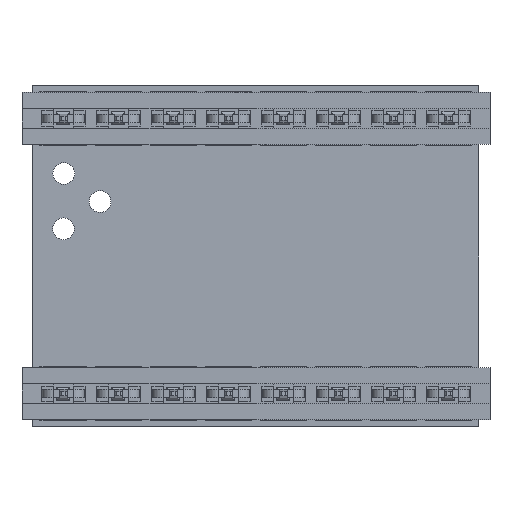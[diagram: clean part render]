
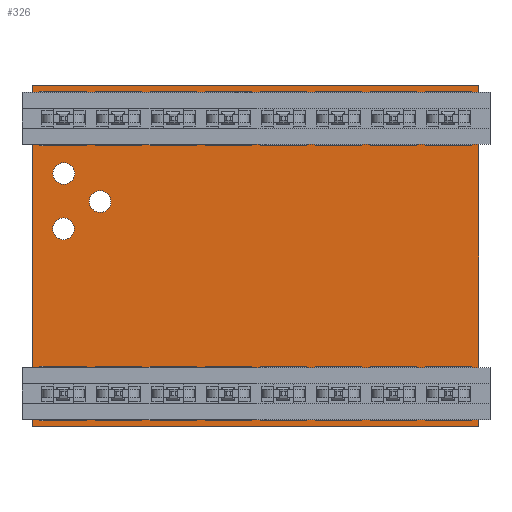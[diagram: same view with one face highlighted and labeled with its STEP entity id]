
A CAD part, front view. The second image highlights one B-rep face of the part: STEP entity #326.
In plain terms, the highlighted planar face has unit normal (0, -1, 0).
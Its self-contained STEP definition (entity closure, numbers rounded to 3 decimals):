
#89 = VERTEX_POINT('',#90);
#90 = CARTESIAN_POINT('',(1.924,0.,-6.594));
#96 = EDGE_CURVE('',#89,#89,#97,.T.);
#97 = CIRCLE('',#98,0.5);
#98 = AXIS2_PLACEMENT_3D('',#99,#100,#101);
#99 = CARTESIAN_POINT('',(1.424,0.,-6.594));
#100 = DIRECTION('',(0.,1.,0.));
#101 = DIRECTION('',(-1.,0.,0.));
#122 = VERTEX_POINT('',#123);
#123 = CARTESIAN_POINT('',(3.618,0.,-5.341));
#129 = EDGE_CURVE('',#122,#122,#130,.T.);
#130 = CIRCLE('',#131,0.5);
#131 = AXIS2_PLACEMENT_3D('',#132,#133,#134);
#132 = CARTESIAN_POINT('',(3.118,0.,-5.341));
#133 = DIRECTION('',(0.,1.,0.));
#134 = DIRECTION('',(-1.,0.,0.));
#155 = VERTEX_POINT('',#156);
#156 = CARTESIAN_POINT('',(1.94,0.,-4.04));
#162 = EDGE_CURVE('',#155,#155,#163,.T.);
#163 = CIRCLE('',#164,0.5);
#164 = AXIS2_PLACEMENT_3D('',#165,#166,#167);
#165 = CARTESIAN_POINT('',(1.44,0.,-4.04));
#166 = DIRECTION('',(0.,1.,0.));
#167 = DIRECTION('',(-1.,0.,0.));
#185 = EDGE_CURVE('',#186,#188,#190,.T.);
#186 = VERTEX_POINT('',#187);
#187 = CARTESIAN_POINT('',(20.6,0.,-15.7));
#188 = VERTEX_POINT('',#189);
#189 = CARTESIAN_POINT('',(0.,0.,-15.7));
#190 = LINE('',#191,#192);
#191 = CARTESIAN_POINT('',(20.6,0.,-15.7));
#192 = VECTOR('',#193,1.);
#193 = DIRECTION('',(-1.,0.,0.));
#225 = EDGE_CURVE('',#226,#186,#228,.T.);
#226 = VERTEX_POINT('',#227);
#227 = CARTESIAN_POINT('',(20.6,0.,0.));
#228 = LINE('',#229,#230);
#229 = CARTESIAN_POINT('',(20.6,0.,0.));
#230 = VECTOR('',#231,1.);
#231 = DIRECTION('',(0.,0.,-1.));
#256 = EDGE_CURVE('',#257,#226,#259,.T.);
#257 = VERTEX_POINT('',#258);
#258 = CARTESIAN_POINT('',(0.,0.,0.));
#259 = LINE('',#260,#261);
#260 = CARTESIAN_POINT('',(0.,0.,0.));
#261 = VECTOR('',#262,1.);
#262 = DIRECTION('',(1.,0.,0.));
#287 = EDGE_CURVE('',#188,#257,#288,.T.);
#288 = LINE('',#289,#290);
#289 = CARTESIAN_POINT('',(0.,0.,-15.7));
#290 = VECTOR('',#291,1.);
#291 = DIRECTION('',(0.,0.,1.));
#326 = ADVANCED_FACE('',(#327,#333,#336,#339),#342,.F.);
#327 = FACE_BOUND('',#328,.T.);
#328 = EDGE_LOOP('',(#329,#330,#331,#332));
#329 = ORIENTED_EDGE('',*,*,#287,.F.);
#330 = ORIENTED_EDGE('',*,*,#185,.F.);
#331 = ORIENTED_EDGE('',*,*,#225,.F.);
#332 = ORIENTED_EDGE('',*,*,#256,.F.);
#333 = FACE_BOUND('',#334,.T.);
#334 = EDGE_LOOP('',(#335));
#335 = ORIENTED_EDGE('',*,*,#96,.T.);
#336 = FACE_BOUND('',#337,.T.);
#337 = EDGE_LOOP('',(#338));
#338 = ORIENTED_EDGE('',*,*,#129,.T.);
#339 = FACE_BOUND('',#340,.T.);
#340 = EDGE_LOOP('',(#341));
#341 = ORIENTED_EDGE('',*,*,#162,.T.);
#342 = PLANE('',#343);
#343 = AXIS2_PLACEMENT_3D('',#344,#345,#346);
#344 = CARTESIAN_POINT('',(10.3,0.,-7.85));
#345 = DIRECTION('',(0.,1.,0.));
#346 = DIRECTION('',(1.,0.,0.));
